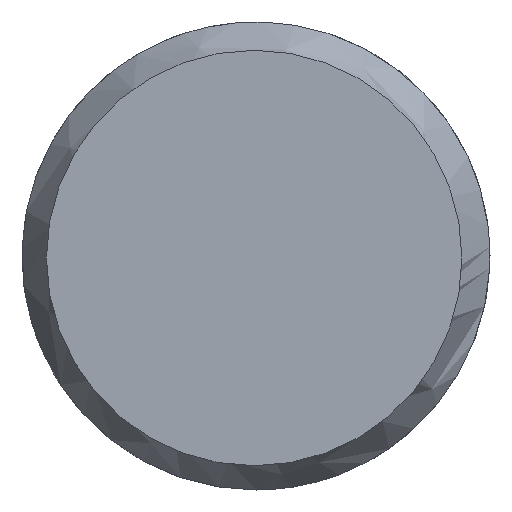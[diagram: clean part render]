
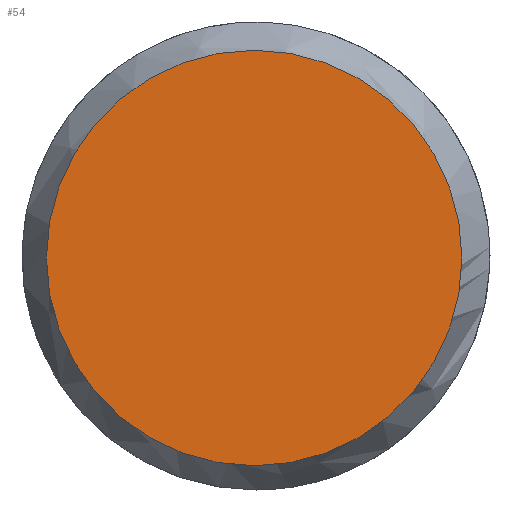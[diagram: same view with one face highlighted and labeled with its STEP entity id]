
A CAD part, left-side view. The second image highlights one B-rep face of the part: STEP entity #54.
In plain terms, the highlighted free-form (B-spline) face has degree [1, 1] with [2, 2] control points.
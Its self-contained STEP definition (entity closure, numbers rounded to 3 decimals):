
#54=ADVANCED_FACE('',(#79),#80,.F.);
#79=FACE_OUTER_BOUND('',#400,.T.);
#80=B_SPLINE_SURFACE_WITH_KNOTS('',1,1,((#401,#402),(#403,#404)),.UNSPECIFIED.,.F.,.F.,.F.,(2,2),(2,2),(0.0,1.0),(0.0,1.0),.UNSPECIFIED.);
#400=EDGE_LOOP('',(#420));
#401=CARTESIAN_POINT('',(-3.925,-0.724,1.332));
#402=CARTESIAN_POINT('',(-3.925,0.725,1.332));
#403=CARTESIAN_POINT('',(-3.925,-0.724,-0.117));
#404=CARTESIAN_POINT('',(-3.925,0.725,-0.117));
#420=ORIENTED_EDGE('',*,*,#424,.F.);
#424=EDGE_CURVE('',#435,#435,#436,.T.);
#435=VERTEX_POINT('',#493);
#436=CIRCLE('',#494,0.716);
#493=CARTESIAN_POINT('',(-3.925,0.,-0.109));
#494=AXIS2_PLACEMENT_3D('',#549,#550,#551);
#549=CARTESIAN_POINT('',(-3.925,0.,0.608));
#550=DIRECTION('',(1.0,0.0,0.0));
#551=DIRECTION('',(0.0,0.0,-1.0));
